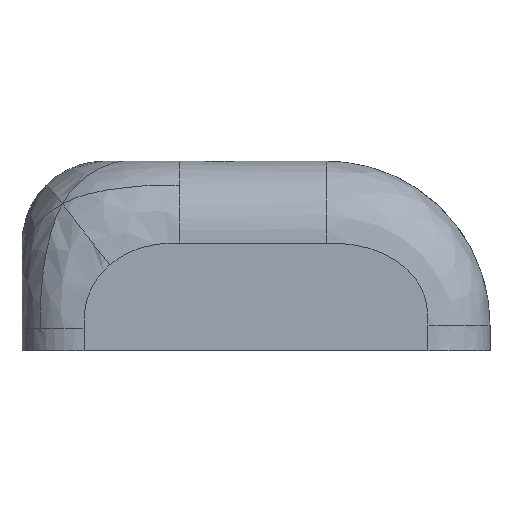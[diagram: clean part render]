
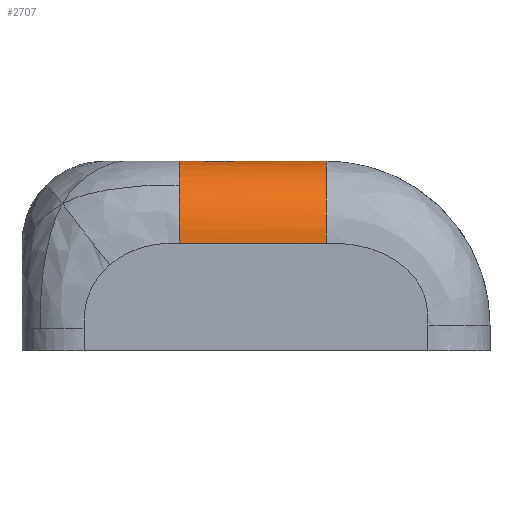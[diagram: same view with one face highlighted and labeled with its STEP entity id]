
A CAD part, left-side view. The second image highlights one B-rep face of the part: STEP entity #2707.
In plain terms, the highlighted cylindrical face has radius 3.5 mm (diameter 7 mm), a partial arc.
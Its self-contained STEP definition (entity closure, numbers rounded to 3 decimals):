
#63=CYLINDRICAL_SURFACE('',#2870,3.5);
#162=LINE('',#6284,#329);
#163=LINE('',#6285,#330);
#164=LINE('',#6286,#331);
#329=VECTOR('',#3269,10.);
#330=VECTOR('',#3270,10.);
#331=VECTOR('',#3271,10.);
#541=FACE_OUTER_BOUND('',#705,.T.);
#705=EDGE_LOOP('',(#1980,#1981,#1982,#1983,#1984,#1985,#1986,#1987));
#829=CIRCLE('',#2827,3.5);
#840=CIRCLE('',#2866,3.5);
#841=CIRCLE('',#2868,3.5);
#1012=B_SPLINE_CURVE_WITH_KNOTS('',3,(#6275,#6276,#6277,#6278),
 .UNSPECIFIED.,.F.,.F.,(4,4),(2.622,2.773),
 .UNSPECIFIED.);
#1013=B_SPLINE_CURVE_WITH_KNOTS('',3,(#6280,#6281,#6282,#6283),
 .UNSPECIFIED.,.F.,.F.,(4,4),(2.773,2.924),
 .UNSPECIFIED.);
#1088=VERTEX_POINT('',#3896);
#1090=VERTEX_POINT('',#3915);
#1168=VERTEX_POINT('',#5874);
#1171=VERTEX_POINT('',#6031);
#1176=VERTEX_POINT('',#6225);
#1179=VERTEX_POINT('',#6273);
#1180=VERTEX_POINT('',#6274);
#1181=VERTEX_POINT('',#6279);
#1358=EDGE_CURVE('',#1088,#1090,#829,.T.);
#1474=EDGE_CURVE('',#1168,#1171,#840,.T.);
#1482=EDGE_CURVE('',#1176,#1088,#841,.T.);
#1487=EDGE_CURVE('',#1179,#1180,#1012,.T.);
#1488=EDGE_CURVE('',#1180,#1181,#1013,.T.);
#1489=EDGE_CURVE('',#1181,#1176,#162,.T.);
#1490=EDGE_CURVE('',#1090,#1168,#163,.T.);
#1491=EDGE_CURVE('',#1171,#1179,#164,.T.);
#1980=ORIENTED_EDGE('',*,*,#1487,.T.);
#1981=ORIENTED_EDGE('',*,*,#1488,.T.);
#1982=ORIENTED_EDGE('',*,*,#1489,.T.);
#1983=ORIENTED_EDGE('',*,*,#1482,.T.);
#1984=ORIENTED_EDGE('',*,*,#1358,.T.);
#1985=ORIENTED_EDGE('',*,*,#1490,.T.);
#1986=ORIENTED_EDGE('',*,*,#1474,.T.);
#1987=ORIENTED_EDGE('',*,*,#1491,.T.);
#2707=ADVANCED_FACE('',(#541),#63,.T.);
#2827=AXIS2_PLACEMENT_3D('',#3989,#3106,#3107);
#2866=AXIS2_PLACEMENT_3D('',#6093,#3256,#3257);
#2868=AXIS2_PLACEMENT_3D('',#6226,#3263,#3264);
#2870=AXIS2_PLACEMENT_3D('',#6272,#3267,#3268);
#3106=DIRECTION('center_axis',(0.,-1.,0.));
#3107=DIRECTION('ref_axis',(0.,0.,1.));
#3256=DIRECTION('center_axis',(0.,1.,0.));
#3257=DIRECTION('ref_axis',(-1.,0.,0.));
#3263=DIRECTION('center_axis',(0.,-1.,0.));
#3264=DIRECTION('ref_axis',(0.,0.,1.));
#3267=DIRECTION('center_axis',(0.,-1.,0.));
#3268=DIRECTION('ref_axis',(-0.707,0.,0.707));
#3269=DIRECTION('',(0.,1.,0.));
#3270=DIRECTION('',(0.,-1.,0.));
#3271=DIRECTION('',(0.,1.,0.));
#3896=CARTESIAN_POINT('',(-7.225,1.684,0.275));
#3915=CARTESIAN_POINT('',(-8.25,1.684,-2.2));
#3989=CARTESIAN_POINT('Origin',(-4.75,1.684,-2.2));
#5874=CARTESIAN_POINT('',(-8.25,-4.6,-2.2));
#6031=CARTESIAN_POINT('',(-4.75,-4.6,1.3));
#6093=CARTESIAN_POINT('Origin',(-4.75,-4.6,-2.2));
#6225=CARTESIAN_POINT('',(-4.75,1.684,1.3));
#6226=CARTESIAN_POINT('Origin',(-4.75,1.684,-2.2));
#6272=CARTESIAN_POINT('Origin',(-4.75,-6.6,-2.2));
#6273=CARTESIAN_POINT('',(-4.75,-1.507,1.3));
#6274=CARTESIAN_POINT('',(-4.985,0.,1.292));
#6275=CARTESIAN_POINT('Ctrl Pts',(-4.75,-1.507,1.3));
#6276=CARTESIAN_POINT('Ctrl Pts',(-4.906,-1.016,1.3));
#6277=CARTESIAN_POINT('Ctrl Pts',(-4.985,-0.503,
1.292));
#6278=CARTESIAN_POINT('Ctrl Pts',(-4.985,0.,
1.292));
#6279=CARTESIAN_POINT('',(-4.75,1.507,1.3));
#6280=CARTESIAN_POINT('Ctrl Pts',(-4.985,0.,
1.292));
#6281=CARTESIAN_POINT('Ctrl Pts',(-4.985,0.503,1.292));
#6282=CARTESIAN_POINT('Ctrl Pts',(-4.906,1.016,1.3));
#6283=CARTESIAN_POINT('Ctrl Pts',(-4.75,1.507,1.3));
#6284=CARTESIAN_POINT('',(-4.75,-6.6,1.3));
#6285=CARTESIAN_POINT('',(-8.25,-6.6,-2.2));
#6286=CARTESIAN_POINT('',(-4.75,-6.6,1.3));
